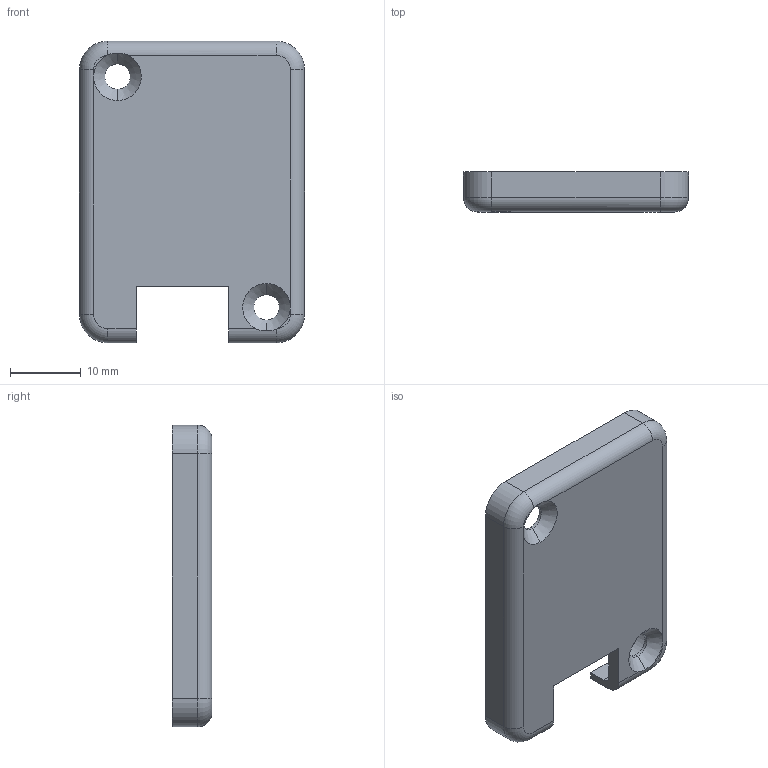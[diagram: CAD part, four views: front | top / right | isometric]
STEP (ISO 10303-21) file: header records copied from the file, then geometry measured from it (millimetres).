
FILE_DESCRIPTION (( 'STEP AP214' ), '1' );
FILE_NAME ('GPS_case_01-bottom.STEP', '2019-09-28T07:12:11', ( '' ), ( '' ), 'SwSTEP 2.0', 'SolidWorks 2015', '' );
FILE_SCHEMA (( 'AUTOMOTIVE_DESIGN' ));
Length unit declared in the file: millimetre
Products named in the file (1): GPS_case_01-bottom
Bounding box: 31.7 x 5.6 x 42.5 mm (x, y, z)
Volume: 2752.3 mm3; surface area: 3507.9 mm2
Topology: 1 solids, 1 shells, 52 faces, 136 edges, 84 vertices
Faces by surface type: cylinder 22, plane 18, torus 8, cone 4
Entity records: 1684 total; most frequent: CARTESIAN_POINT 333, DIRECTION 292, ORIENTED_EDGE 272, EDGE_CURVE 136, AXIS2_PLACEMENT_3D 111, VERTEX_POINT 84, LINE 70, VECTOR 70
